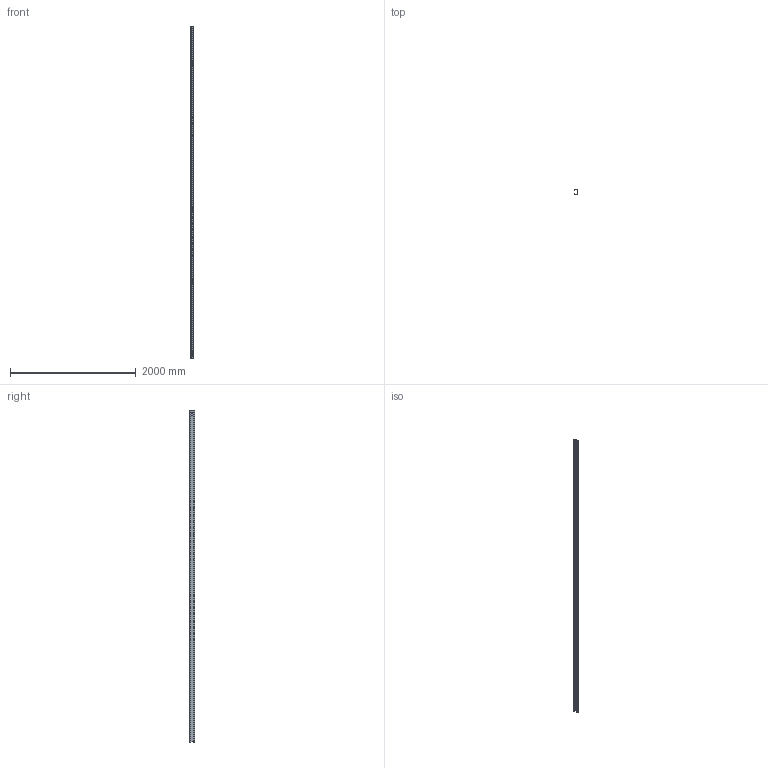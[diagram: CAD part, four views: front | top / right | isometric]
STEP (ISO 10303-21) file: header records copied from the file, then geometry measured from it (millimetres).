
FILE_DESCRIPTION (( 'STEP AP214' ), '1' );
FILE_NAME ('5900522.STEP', '2023-10-19T06:54:48', ( '' ), ( '' ), 'SwSTEP 2.0', 'SolidWorks 2022', '' );
FILE_SCHEMA (( 'AUTOMOTIVE_DESIGN' ));
Length unit declared in the file: millimetre
Products named in the file (1): 5900522
Bounding box: 40 x 80 x 5270 mm (x, y, z)
Volume: 2256073.1 mm3; surface area: 1836098.7 mm2
Topology: 1 solids, 1 shells, 98 faces, 256 edges, 160 vertices
Faces by surface type: plane 54, cylinder 44
Entity records: 3525 total; most frequent: DIRECTION 542, CARTESIAN_POINT 515, ORIENTED_EDGE 512, EDGE_CURVE 256, AXIS2_PLACEMENT_3D 187, VECTOR 168, LINE 168, VERTEX_POINT 160
